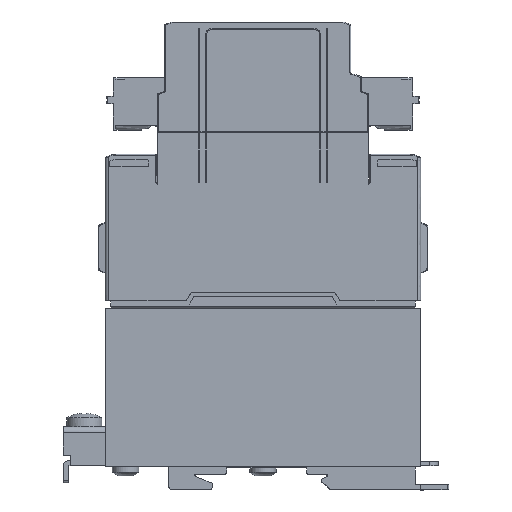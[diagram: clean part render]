
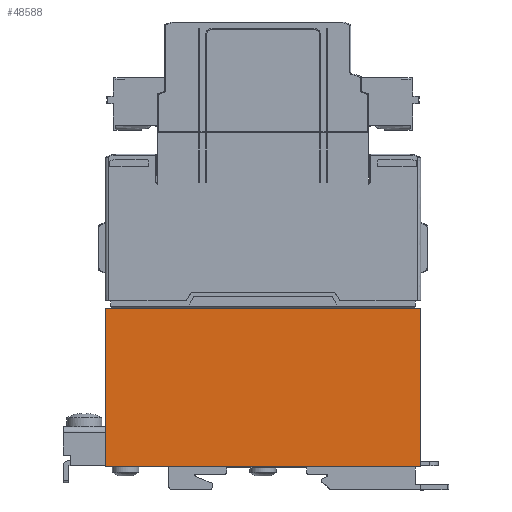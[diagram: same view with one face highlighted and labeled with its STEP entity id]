
A CAD part, left-side view. The second image highlights one B-rep face of the part: STEP entity #48588.
In plain terms, the highlighted planar face has unit normal (-1, 0, 0).
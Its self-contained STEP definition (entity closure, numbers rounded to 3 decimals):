
#48007=CARTESIAN_POINT('',(-8.85,-45.,47.4));
#48008=VERTEX_POINT('',#48007);
#48017=CARTESIAN_POINT('',(-8.85,-45.,2.1));
#48018=VERTEX_POINT('',#48017);
#48019=CARTESIAN_POINT('',(-8.85,-45.,2.1));
#48020=DIRECTION('',(0.,0.0,1.0));
#48021=VECTOR('',#48020,45.3);
#48022=LINE('',#48019,#48021);
#48023=EDGE_CURVE('',#48018,#48008,#48022,.T.);
#48231=CARTESIAN_POINT('',(-8.85,45.0,47.4));
#48232=VERTEX_POINT('',#48231);
#48239=CARTESIAN_POINT('',(-8.85,-45.,47.4));
#48240=DIRECTION('',(0.0,1.0,0.0));
#48241=VECTOR('',#48240,90.0);
#48242=LINE('',#48239,#48241);
#48243=EDGE_CURVE('',#48008,#48232,#48242,.T.);
#48523=CARTESIAN_POINT('',(-8.85,45.,2.1));
#48524=VERTEX_POINT('',#48523);
#48547=CARTESIAN_POINT('',(-8.85,-45.,2.1));
#48548=DIRECTION('',(0.0,1.0,0.0));
#48549=VECTOR('',#48548,90.0);
#48550=LINE('',#48547,#48549);
#48551=EDGE_CURVE('',#48018,#48524,#48550,.T.);
#48556=CARTESIAN_POINT('',(-8.85,-45.,47.4));
#48557=DIRECTION('',(-1.0,0.,0.));
#48558=DIRECTION('',(0.0,-1.0,0.0));
#48559=AXIS2_PLACEMENT_3D('',#48556,#48557,#48558);
#48560=PLANE('',#48559);
#48561=CARTESIAN_POINT('',(-8.85,45.,12.309));
#48562=VERTEX_POINT('',#48561);
#48563=CARTESIAN_POINT('',(-8.85,45.,47.4));
#48564=DIRECTION('',(0.,0.0,-1.0));
#48565=VECTOR('',#48564,35.091);
#48566=LINE('',#48563,#48565);
#48567=EDGE_CURVE('',#48232,#48562,#48566,.T.);
#48568=ORIENTED_EDGE('',*,*,#48567,.T.);
#48569=CARTESIAN_POINT('',(-8.85,45.,2.4));
#48570=VERTEX_POINT('',#48569);
#48571=CARTESIAN_POINT('',(-8.85,45.,12.309));
#48572=DIRECTION('',(0.,0.0,-1.0));
#48573=VECTOR('',#48572,9.909);
#48574=LINE('',#48571,#48573);
#48575=EDGE_CURVE('',#48562,#48570,#48574,.T.);
#48576=ORIENTED_EDGE('',*,*,#48575,.T.);
#48577=CARTESIAN_POINT('',(-8.85,45.,2.4));
#48578=DIRECTION('',(0.,0.0,-1.0));
#48579=VECTOR('',#48578,0.3);
#48580=LINE('',#48577,#48579);
#48581=EDGE_CURVE('',#48570,#48524,#48580,.T.);
#48582=ORIENTED_EDGE('',*,*,#48581,.T.);
#48583=ORIENTED_EDGE('',*,*,#48551,.F.);
#48584=ORIENTED_EDGE('',*,*,#48023,.T.);
#48585=ORIENTED_EDGE('',*,*,#48243,.T.);
#48586=EDGE_LOOP('',(#48568,#48576,#48582,#48583,#48584,#48585));
#48587=FACE_OUTER_BOUND('',#48586,.T.);
#48588=ADVANCED_FACE('',(#48587),#48560,.T.);
